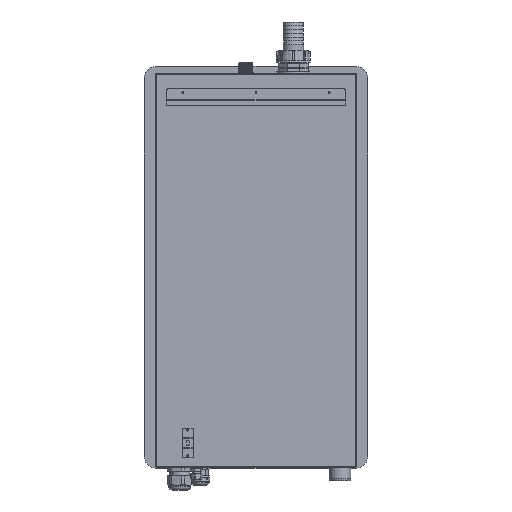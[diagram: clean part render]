
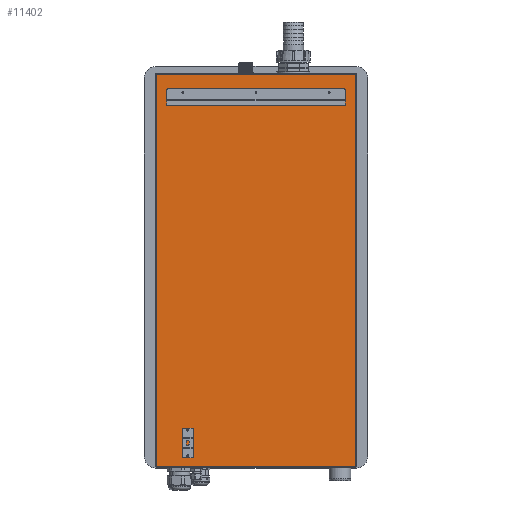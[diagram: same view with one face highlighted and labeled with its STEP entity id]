
A CAD part, left-side view. The second image highlights one B-rep face of the part: STEP entity #11402.
In plain terms, the highlighted planar face has unit normal (-1, 0, 0).
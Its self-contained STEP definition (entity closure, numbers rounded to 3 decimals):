
#685=DIRECTION('',(0.,0.,-1.));
#686=VECTOR('',#685,17.9);
#687=CARTESIAN_POINT('',(-119.3,-96.,396.5));
#688=LINE('',#687,#686);
#689=CARTESIAN_POINT('',(-119.3,-93.,396.5));
#690=DIRECTION('',(1.,0.,0.));
#691=DIRECTION('',(0.,0.,1.));
#692=AXIS2_PLACEMENT_3D('',#689,#690,#691);
#694=DIRECTION('',(0.,1.,0.));
#695=VECTOR('',#694,324.);
#696=CARTESIAN_POINT('',(-119.3,-93.,399.5));
#697=LINE('',#696,#695);
#698=CARTESIAN_POINT('',(-119.3,231.,396.5));
#699=DIRECTION('',(1.,0.,0.));
#700=DIRECTION('',(0.,1.,0.));
#701=AXIS2_PLACEMENT_3D('',#698,#699,#700);
#703=DIRECTION('',(0.,0.,-1.));
#704=VECTOR('',#703,17.9);
#705=CARTESIAN_POINT('',(-119.3,234.,396.5));
#706=LINE('',#705,#704);
#707=DIRECTION('',(0.,-1.,0.));
#708=VECTOR('',#707,330.);
#709=CARTESIAN_POINT('',(-119.3,234.,378.6));
#710=LINE('',#709,#708);
#741=DIRECTION('',(0.,0.,-1.));
#742=VECTOR('',#741,14.9);
#743=CARTESIAN_POINT('',(-119.3,205.,-229.7));
#744=LINE('',#743,#742);
#745=DIRECTION('',(0.,-1.,0.));
#746=VECTOR('',#745,20.);
#747=CARTESIAN_POINT('',(-119.3,205.,-244.6));
#748=LINE('',#747,#746);
#749=DIRECTION('',(0.,0.,-1.));
#750=VECTOR('',#749,14.9);
#751=CARTESIAN_POINT('',(-119.3,185.,-229.7));
#752=LINE('',#751,#750);
#753=CARTESIAN_POINT('',(-119.3,187.,-229.7));
#754=DIRECTION('',(-1.,0.,0.));
#755=DIRECTION('',(0.,-1.,0.));
#756=AXIS2_PLACEMENT_3D('',#753,#754,#755);
#758=DIRECTION('',(0.,-1.,0.));
#759=VECTOR('',#758,16.);
#760=CARTESIAN_POINT('',(-119.3,203.,-227.7));
#761=LINE('',#760,#759);
#762=CARTESIAN_POINT('',(-119.3,203.,-229.7));
#763=DIRECTION('',(-1.,0.,0.));
#764=DIRECTION('',(0.,0.,1.));
#765=AXIS2_PLACEMENT_3D('',#762,#763,#764);
#767=DIRECTION('',(0.,0.,-1.));
#768=VECTOR('',#767,14.9);
#769=CARTESIAN_POINT('',(-119.3,205.,-264.8));
#770=LINE('',#769,#768);
#771=CARTESIAN_POINT('',(-119.3,203.,-279.7));
#772=DIRECTION('',(-1.,0.,0.));
#773=DIRECTION('',(0.,1.,0.));
#774=AXIS2_PLACEMENT_3D('',#771,#772,#773);
#776=DIRECTION('',(0.,-1.,0.));
#777=VECTOR('',#776,16.);
#778=CARTESIAN_POINT('',(-119.3,203.,-281.7));
#779=LINE('',#778,#777);
#780=CARTESIAN_POINT('',(-119.3,187.,-279.7));
#781=DIRECTION('',(-1.,0.,0.));
#782=DIRECTION('',(0.,0.,-1.));
#783=AXIS2_PLACEMENT_3D('',#780,#781,#782);
#785=DIRECTION('',(0.,0.,-1.));
#786=VECTOR('',#785,14.9);
#787=CARTESIAN_POINT('',(-119.3,185.,-264.8));
#788=LINE('',#787,#786);
#789=DIRECTION('',(0.,-1.,0.));
#790=VECTOR('',#789,20.);
#791=CARTESIAN_POINT('',(-119.3,205.,-264.8));
#792=LINE('',#791,#790);
#813=DIRECTION('',(0.,0.,-1.));
#814=VECTOR('',#813,724.9);
#815=CARTESIAN_POINT('',(-119.3,-114.8,426.4));
#816=LINE('',#815,#814);
#817=DIRECTION('',(0.,1.,0.));
#818=VECTOR('',#817,367.6);
#819=CARTESIAN_POINT('',(-119.3,-114.8,-298.5));
#820=LINE('',#819,#818);
#821=DIRECTION('',(0.,0.,1.));
#822=VECTOR('',#821,724.9);
#823=CARTESIAN_POINT('',(-119.3,252.8,-298.5));
#824=LINE('',#823,#822);
#825=DIRECTION('',(0.,1.,0.));
#826=VECTOR('',#825,367.6);
#827=CARTESIAN_POINT('',(-119.3,-114.8,426.4));
#828=LINE('',#827,#826);
#8509=CARTESIAN_POINT('',(-119.3,-96.,396.5));
#8510=CARTESIAN_POINT('',(-119.3,-96.,378.6));
#8511=VERTEX_POINT('',#8509);
#8512=VERTEX_POINT('',#8510);
#8513=CARTESIAN_POINT('',(-119.3,-93.,399.5));
#8514=CARTESIAN_POINT('',(-119.3,231.,399.5));
#8515=VERTEX_POINT('',#8513);
#8516=VERTEX_POINT('',#8514);
#8517=CARTESIAN_POINT('',(-119.3,234.,396.5));
#8518=CARTESIAN_POINT('',(-119.3,234.,378.6));
#8519=VERTEX_POINT('',#8517);
#8520=VERTEX_POINT('',#8518);
#8533=CARTESIAN_POINT('',(-119.3,205.,-229.7));
#8534=CARTESIAN_POINT('',(-119.3,205.,-244.6));
#8535=VERTEX_POINT('',#8533);
#8536=VERTEX_POINT('',#8534);
#8537=CARTESIAN_POINT('',(-119.3,203.,-227.7));
#8538=CARTESIAN_POINT('',(-119.3,187.,-227.7));
#8539=VERTEX_POINT('',#8537);
#8540=VERTEX_POINT('',#8538);
#8541=CARTESIAN_POINT('',(-119.3,185.,-229.7));
#8542=CARTESIAN_POINT('',(-119.3,185.,-244.6));
#8543=VERTEX_POINT('',#8541);
#8544=VERTEX_POINT('',#8542);
#8545=CARTESIAN_POINT('',(-119.3,205.,-264.8));
#8546=CARTESIAN_POINT('',(-119.3,205.,-279.7));
#8547=VERTEX_POINT('',#8545);
#8548=VERTEX_POINT('',#8546);
#8549=CARTESIAN_POINT('',(-119.3,185.,-264.8));
#8550=CARTESIAN_POINT('',(-119.3,185.,-279.7));
#8551=VERTEX_POINT('',#8549);
#8552=VERTEX_POINT('',#8550);
#8553=CARTESIAN_POINT('',(-119.3,203.,-281.7));
#8554=CARTESIAN_POINT('',(-119.3,187.,-281.7));
#8555=VERTEX_POINT('',#8553);
#8556=VERTEX_POINT('',#8554);
#8635=CARTESIAN_POINT('',(-119.3,-114.8,426.4));
#8636=CARTESIAN_POINT('',(-119.3,-114.8,-298.5));
#8637=VERTEX_POINT('',#8635);
#8638=VERTEX_POINT('',#8636);
#8651=CARTESIAN_POINT('',(-119.3,252.8,-298.5));
#8652=VERTEX_POINT('',#8651);
#8659=CARTESIAN_POINT('',(-119.3,252.8,426.4));
#8660=VERTEX_POINT('',#8659);
#11347=CARTESIAN_POINT('',(-119.3,254.,427.6));
#11348=DIRECTION('',(-1.,0.,0.));
#11349=DIRECTION('',(0.,0.,-1.));
#11350=AXIS2_PLACEMENT_3D('',#11347,#11348,#11349);
#11351=PLANE('',#11350);
#11353=ORIENTED_EDGE('',*,*,#11352,.T.);
#11354=ORIENTED_EDGE('',*,*,#11253,.T.);
#11355=ORIENTED_EDGE('',*,*,#11277,.T.);
#11357=ORIENTED_EDGE('',*,*,#11356,.F.);
#11358=EDGE_LOOP('',(#11353,#11354,#11355,#11357));
#11359=FACE_OUTER_BOUND('',#11358,.F.);
#11361=ORIENTED_EDGE('',*,*,#11360,.F.);
#11363=ORIENTED_EDGE('',*,*,#11362,.F.);
#11365=ORIENTED_EDGE('',*,*,#11364,.T.);
#11367=ORIENTED_EDGE('',*,*,#11366,.F.);
#11369=ORIENTED_EDGE('',*,*,#11368,.T.);
#11371=ORIENTED_EDGE('',*,*,#11370,.T.);
#11372=EDGE_LOOP('',(#11361,#11363,#11365,#11367,#11369,#11371));
#11373=FACE_BOUND('',#11372,.F.);
#11375=ORIENTED_EDGE('',*,*,#11374,.T.);
#11377=ORIENTED_EDGE('',*,*,#11376,.T.);
#11379=ORIENTED_EDGE('',*,*,#11378,.F.);
#11381=ORIENTED_EDGE('',*,*,#11380,.T.);
#11383=ORIENTED_EDGE('',*,*,#11382,.F.);
#11385=ORIENTED_EDGE('',*,*,#11384,.T.);
#11386=EDGE_LOOP('',(#11375,#11377,#11379,#11381,#11383,#11385));
#11387=FACE_BOUND('',#11386,.F.);
#11389=ORIENTED_EDGE('',*,*,#11388,.T.);
#11391=ORIENTED_EDGE('',*,*,#11390,.T.);
#11393=ORIENTED_EDGE('',*,*,#11392,.T.);
#11395=ORIENTED_EDGE('',*,*,#11394,.T.);
#11397=ORIENTED_EDGE('',*,*,#11396,.F.);
#11399=ORIENTED_EDGE('',*,*,#11398,.F.);
#11400=EDGE_LOOP('',(#11389,#11391,#11393,#11395,#11397,#11399));
#11401=FACE_BOUND('',#11400,.F.);
#693=CIRCLE('',#692,3.);
#702=CIRCLE('',#701,3.);
#757=CIRCLE('',#756,2.);
#766=CIRCLE('',#765,2.);
#775=CIRCLE('',#774,2.);
#784=CIRCLE('',#783,2.);
#11253=EDGE_CURVE('',#8638,#8652,#820,.T.);
#11277=EDGE_CURVE('',#8652,#8660,#824,.T.);
#11352=EDGE_CURVE('',#8637,#8638,#816,.T.);
#11356=EDGE_CURVE('',#8637,#8660,#828,.T.);
#11360=EDGE_CURVE('',#8511,#8512,#688,.T.);
#11362=EDGE_CURVE('',#8515,#8511,#693,.T.);
#11364=EDGE_CURVE('',#8515,#8516,#697,.T.);
#11366=EDGE_CURVE('',#8519,#8516,#702,.T.);
#11368=EDGE_CURVE('',#8519,#8520,#706,.T.);
#11370=EDGE_CURVE('',#8520,#8512,#710,.T.);
#11374=EDGE_CURVE('',#8535,#8536,#744,.T.);
#11376=EDGE_CURVE('',#8536,#8544,#748,.T.);
#11378=EDGE_CURVE('',#8543,#8544,#752,.T.);
#11380=EDGE_CURVE('',#8543,#8540,#757,.T.);
#11382=EDGE_CURVE('',#8539,#8540,#761,.T.);
#11384=EDGE_CURVE('',#8539,#8535,#766,.T.);
#11388=EDGE_CURVE('',#8547,#8548,#770,.T.);
#11390=EDGE_CURVE('',#8548,#8555,#775,.T.);
#11392=EDGE_CURVE('',#8555,#8556,#779,.T.);
#11394=EDGE_CURVE('',#8556,#8552,#784,.T.);
#11396=EDGE_CURVE('',#8551,#8552,#788,.T.);
#11398=EDGE_CURVE('',#8547,#8551,#792,.T.);
#11402=ADVANCED_FACE('',(#11359,#11373,#11387,#11401),#11351,.T.);
